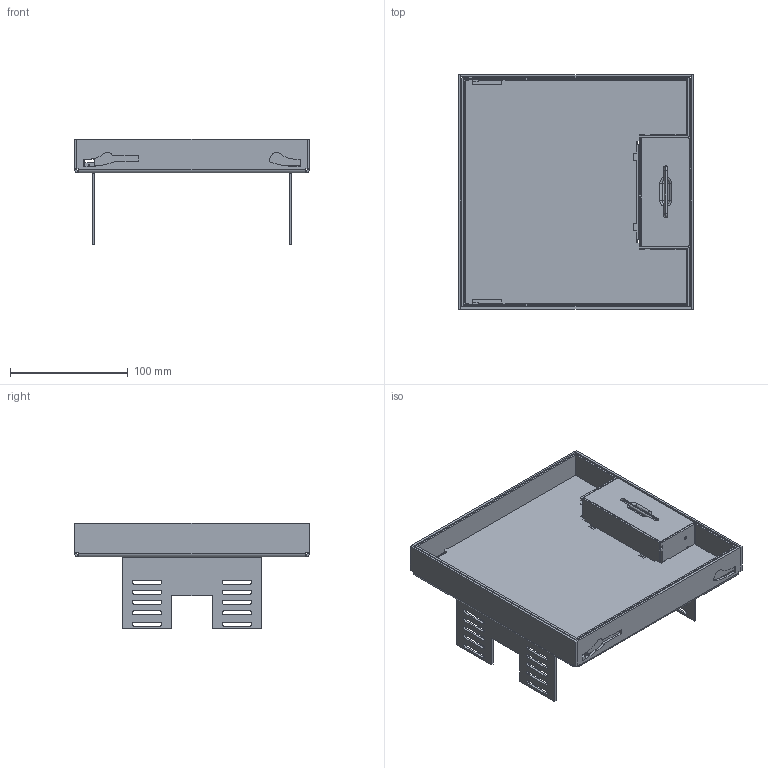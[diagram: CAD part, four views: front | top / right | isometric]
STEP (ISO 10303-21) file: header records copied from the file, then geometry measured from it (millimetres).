
FILE_DESCRIPTION (( 'STEP AP214' ), '1' );
FILE_NAME ('7409228.STEP', '2019-12-03T08:22:29', ( '' ), ( '' ), 'SwSTEP 2.0', 'SolidWorks 2018', '' );
FILE_SCHEMA (( 'AUTOMOTIVE_DESIGN' ));
Length unit declared in the file: millimetre
Products named in the file (11): 046400_H= 20 mm; 35011900_Standard; 046259_Standard; 7409228; 046239_20 mm Nutzh”he; 046944_f〉 Nennh派e 20 mm -Schnurauslass; 4030206_Standard; 036167_Standard; 038602_Standard; 046359_Standard; 046279_Standard
Assembly tree (12 placements, depth 4):
  7409228
    046944_f〉 Nennh派e 20 mm -Schnurauslass
    046400_H= 20 mm
      046239_20 mm Nutzh”he
      046259_Standard
      046359_Standard
        046279_Standard
        036167_Standard
        4030206_Standard  x2
      038602_Standard
      35011900_Standard  x2
Bounding box: 199 x 199 x 89.55 mm (x, y, z)
Volume: 277091.4 mm3; surface area: 289490.8 mm2
Topology: 10 solids, 10 shells, 693 faces, 1801 edges, 1132 vertices
Faces by surface type: plane 456, cylinder 198, torus 23, cone 16
Entity records: 20991 total; most frequent: CARTESIAN_POINT 3782, DIRECTION 3492, ORIENTED_EDGE 3486, EDGE_CURVE 1743, LINE 1280, VECTOR 1280, AXIS2_PLACEMENT_3D 1106, VERTEX_POINT 1096
